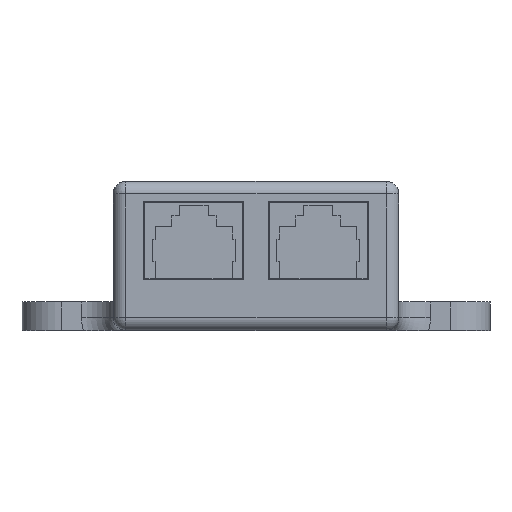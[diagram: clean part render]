
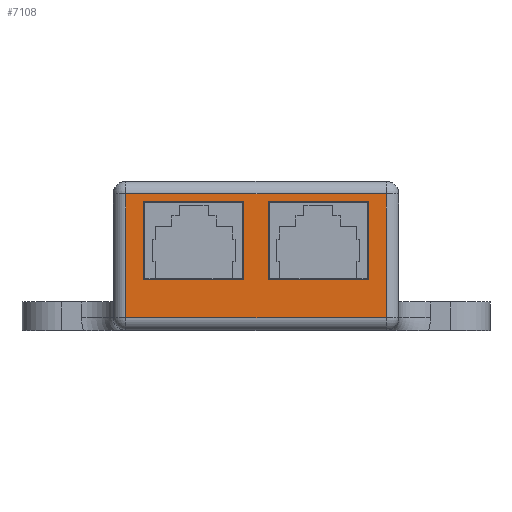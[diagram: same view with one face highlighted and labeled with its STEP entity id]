
A CAD part, top view. The second image highlights one B-rep face of the part: STEP entity #7108.
In plain terms, the highlighted planar face has unit normal (0, 0, 1).
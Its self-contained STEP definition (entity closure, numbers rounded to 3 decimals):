
#166 = CARTESIAN_POINT ( 'NONE',  ( -17.7, 8., 0. ) ) ;
#305 = VECTOR ( 'NONE', #2824, 1000. ) ;
#363 = DIRECTION ( 'NONE',  ( 0., -1., 0. ) ) ;
#431 = CARTESIAN_POINT ( 'NONE',  ( 20.5, 21.5, 0. ) ) ;
#723 = CARTESIAN_POINT ( 'NONE',  ( 17.7, 20.3, 0. ) ) ;
#981 = DIRECTION ( 'NONE',  ( 1., 0., 0. ) ) ;
#1136 = VERTEX_POINT ( 'NONE', #3764 ) ;
#1189 = CARTESIAN_POINT ( 'NONE',  ( 17.7, 8., 0. ) ) ;
#1199 = LINE ( 'NONE', #4348, #9662 ) ;
#1308 = ORIENTED_EDGE ( 'NONE', *, *, #5392, .T. ) ;
#1480 = ORIENTED_EDGE ( 'NONE', *, *, #6667, .T. ) ;
#1502 = CARTESIAN_POINT ( 'NONE',  ( 1.9, 8., 0. ) ) ;
#1618 = VERTEX_POINT ( 'NONE', #1502 ) ;
#1765 = VECTOR ( 'NONE', #7089, 1000. ) ;
#1850 = DIRECTION ( 'NONE',  ( 0., 1., 0. ) ) ;
#1900 = CARTESIAN_POINT ( 'NONE',  ( -22.5, 21.5, 0. ) ) ;
#1961 = LINE ( 'NONE', #166, #2229 ) ;
#1965 = CARTESIAN_POINT ( 'NONE',  ( 17.7, 8., 0. ) ) ;
#1998 = CARTESIAN_POINT ( 'NONE',  ( -22.5, 2., 0. ) ) ;
#2003 = CARTESIAN_POINT ( 'NONE',  ( 1.9, 20.3, 0. ) ) ;
#2229 = VECTOR ( 'NONE', #981, 1000. ) ;
#2260 = CARTESIAN_POINT ( 'NONE',  ( -17.7, 20.3, 0. ) ) ;
#2321 = FACE_OUTER_BOUND ( 'NONE', #3853, .T. ) ;
#2389 = EDGE_CURVE ( 'NONE', #9968, #1136, #10126, .T. ) ;
#2470 = LINE ( 'NONE', #1998, #305 ) ;
#2513 = DIRECTION ( 'NONE',  ( 1., 0., 0. ) ) ;
#2565 = LINE ( 'NONE', #9934, #4245 ) ;
#2638 = EDGE_LOOP ( 'NONE', ( #5844, #8406, #1308, #8844 ) ) ;
#2718 = DIRECTION ( 'NONE',  ( -1., 0., 0. ) ) ;
#2763 = ORIENTED_EDGE ( 'NONE', *, *, #9979, .F. ) ;
#2824 = DIRECTION ( 'NONE',  ( 1., 0., 0. ) ) ;
#2886 = ORIENTED_EDGE ( 'NONE', *, *, #7665, .F. ) ;
#3015 = VERTEX_POINT ( 'NONE', #5259 ) ;
#3021 = VERTEX_POINT ( 'NONE', #2003 ) ;
#3069 = PLANE ( 'NONE',  #3277 ) ;
#3277 = AXIS2_PLACEMENT_3D ( 'NONE', #9587, #3902, #9625 ) ;
#3529 = LINE ( 'NONE', #7460, #5447 ) ;
#3587 = VECTOR ( 'NONE', #4522, 1000. ) ;
#3683 = CARTESIAN_POINT ( 'NONE',  ( -17.7, 8., 0. ) ) ;
#3764 = CARTESIAN_POINT ( 'NONE',  ( -20.5, 2., 0. ) ) ;
#3853 = EDGE_LOOP ( 'NONE', ( #10433, #4866, #6755, #1480 ) ) ;
#3902 = DIRECTION ( 'NONE',  ( 0., 0., -1. ) ) ;
#4019 = ORIENTED_EDGE ( 'NONE', *, *, #5301, .F. ) ;
#4026 = EDGE_CURVE ( 'NONE', #3015, #5861, #9213, .T. ) ;
#4163 = EDGE_CURVE ( 'NONE', #3021, #3015, #3529, .T. ) ;
#4245 = VECTOR ( 'NONE', #6635, 1000. ) ;
#4348 = CARTESIAN_POINT ( 'NONE',  ( 1.9, 20.3, 0. ) ) ;
#4522 = DIRECTION ( 'NONE',  ( 0., -1., 0. ) ) ;
#4696 = CARTESIAN_POINT ( 'NONE',  ( -1.9, 20.3, 0. ) ) ;
#4701 = EDGE_CURVE ( 'NONE', #5861, #1618, #5166, .T. ) ;
#4732 = EDGE_CURVE ( 'NONE', #1136, #8277, #2470, .T. ) ;
#4757 = CARTESIAN_POINT ( 'NONE',  ( -1.9, 20.3, 0. ) ) ;
#4770 = VERTEX_POINT ( 'NONE', #8614 ) ;
#4793 = VERTEX_POINT ( 'NONE', #431 ) ;
#4866 = ORIENTED_EDGE ( 'NONE', *, *, #4732, .T. ) ;
#4912 = VECTOR ( 'NONE', #6046, 1000. ) ;
#4943 = VERTEX_POINT ( 'NONE', #4757 ) ;
#4976 = CARTESIAN_POINT ( 'NONE',  ( -17.7, 20.3, 0. ) ) ;
#5072 = EDGE_LOOP ( 'NONE', ( #4019, #2886, #2763, #6170 ) ) ;
#5091 = VECTOR ( 'NONE', #9707, 1000. ) ;
#5166 = LINE ( 'NONE', #1965, #4912 ) ;
#5259 = CARTESIAN_POINT ( 'NONE',  ( 17.7, 20.3, 0. ) ) ;
#5269 = CARTESIAN_POINT ( 'NONE',  ( -17.7, 20.3, 0. ) ) ;
#5301 = EDGE_CURVE ( 'NONE', #9043, #4770, #1961, .T. ) ;
#5392 = EDGE_CURVE ( 'NONE', #1618, #3021, #1199, .T. ) ;
#5396 = LINE ( 'NONE', #1900, #9246 ) ;
#5447 = VECTOR ( 'NONE', #2513, 1000. ) ;
#5526 = DIRECTION ( 'NONE',  ( 0., 1., 0. ) ) ;
#5631 = LINE ( 'NONE', #4696, #9739 ) ;
#5844 = ORIENTED_EDGE ( 'NONE', *, *, #4026, .T. ) ;
#5861 = VERTEX_POINT ( 'NONE', #1189 ) ;
#6046 = DIRECTION ( 'NONE',  ( -1., 0., 0. ) ) ;
#6170 = ORIENTED_EDGE ( 'NONE', *, *, #9576, .F. ) ;
#6495 = VERTEX_POINT ( 'NONE', #4976 ) ;
#6522 = EDGE_CURVE ( 'NONE', #8277, #4793, #2565, .T. ) ;
#6572 = VECTOR ( 'NONE', #363, 1000. ) ;
#6635 = DIRECTION ( 'NONE',  ( 0., 1., 0. ) ) ;
#6667 = EDGE_CURVE ( 'NONE', #4793, #9968, #5396, .T. ) ;
#6755 = ORIENTED_EDGE ( 'NONE', *, *, #6522, .T. ) ;
#7089 = DIRECTION ( 'NONE',  ( -1., 0., 0. ) ) ;
#7108 = ADVANCED_FACE ( 'NONE', ( #2321, #10009, #7861 ), #3069, .F. ) ;
#7460 = CARTESIAN_POINT ( 'NONE',  ( 17.7, 20.3, 0. ) ) ;
#7665 = EDGE_CURVE ( 'NONE', #6495, #9043, #9016, .T. ) ;
#7861 = FACE_BOUND ( 'NONE', #2638, .T. ) ;
#8277 = VERTEX_POINT ( 'NONE', #8649 ) ;
#8333 = LINE ( 'NONE', #2260, #1765 ) ;
#8406 = ORIENTED_EDGE ( 'NONE', *, *, #4701, .T. ) ;
#8614 = CARTESIAN_POINT ( 'NONE',  ( -1.9, 8., 0. ) ) ;
#8630 = CARTESIAN_POINT ( 'NONE',  ( -20.5, 23.5, 0. ) ) ;
#8649 = CARTESIAN_POINT ( 'NONE',  ( 20.5, 2., 0. ) ) ;
#8730 = CARTESIAN_POINT ( 'NONE',  ( -20.5, 21.5, 0. ) ) ;
#8844 = ORIENTED_EDGE ( 'NONE', *, *, #4163, .T. ) ;
#9016 = LINE ( 'NONE', #5269, #6572 ) ;
#9043 = VERTEX_POINT ( 'NONE', #3683 ) ;
#9213 = LINE ( 'NONE', #723, #5091 ) ;
#9246 = VECTOR ( 'NONE', #2718, 1000. ) ;
#9576 = EDGE_CURVE ( 'NONE', #4770, #4943, #5631, .T. ) ;
#9587 = CARTESIAN_POINT ( 'NONE',  ( -22.5, 23.5, 0. ) ) ;
#9625 = DIRECTION ( 'NONE',  ( -1., 0., 0. ) ) ;
#9662 = VECTOR ( 'NONE', #1850, 1000. ) ;
#9707 = DIRECTION ( 'NONE',  ( 0., -1., 0. ) ) ;
#9739 = VECTOR ( 'NONE', #5526, 1000. ) ;
#9934 = CARTESIAN_POINT ( 'NONE',  ( 20.5, 23.5, 0. ) ) ;
#9968 = VERTEX_POINT ( 'NONE', #8730 ) ;
#9979 = EDGE_CURVE ( 'NONE', #4943, #6495, #8333, .T. ) ;
#10009 = FACE_BOUND ( 'NONE', #5072, .T. ) ;
#10126 = LINE ( 'NONE', #8630, #3587 ) ;
#10433 = ORIENTED_EDGE ( 'NONE', *, *, #2389, .T. ) ;
